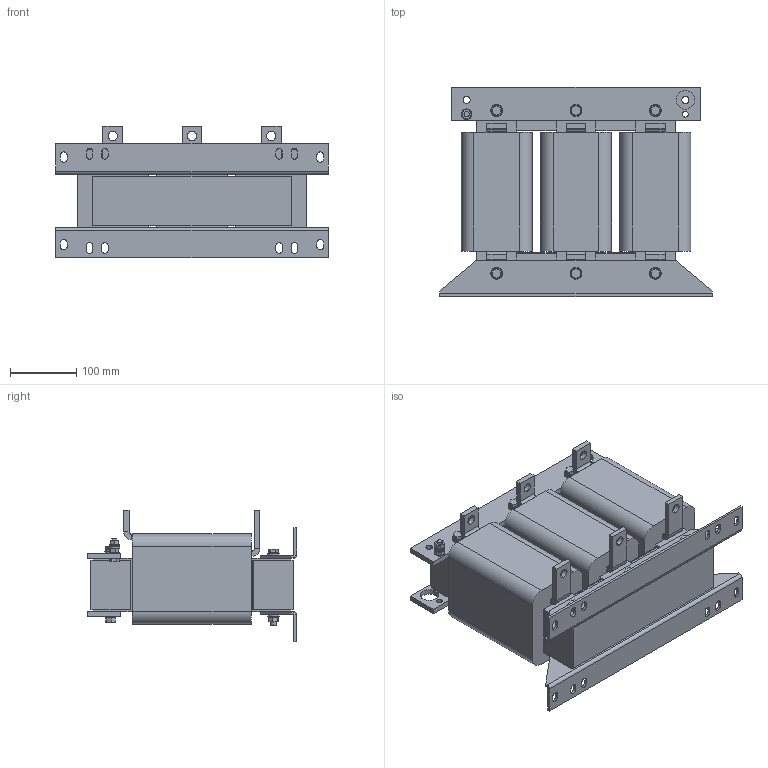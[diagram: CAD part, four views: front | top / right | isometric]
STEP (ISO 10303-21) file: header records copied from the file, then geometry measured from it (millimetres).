
FILE_DESCRIPTION (( 'STEP AP214' ), '1' );
FILE_NAME ('274836.STEP', '2020-08-26T14:40:27', ( '' ), ( '' ), 'SwSTEP 2.0', 'SolidWorks 2018', '' );
FILE_SCHEMA (( 'AUTOMOTIVE_DESIGN' ));
Length unit declared in the file: millimetre
Products named in the file (1): 274836
Bounding box: 412 x 316.5 x 199.5 mm (x, y, z)
Volume: 11347907.2 mm3; surface area: 679977.3 mm2
Topology: 1 solids, 1 shells, 543 faces, 1376 edges, 870 vertices
Faces by surface type: plane 391, cylinder 152
Entity records: 16294 total; most frequent: CARTESIAN_POINT 2790, DIRECTION 2790, ORIENTED_EDGE 2752, EDGE_CURVE 1376, LINE 1050, VECTOR 1050, VERTEX_POINT 870, AXIS2_PLACEMENT_3D 870
